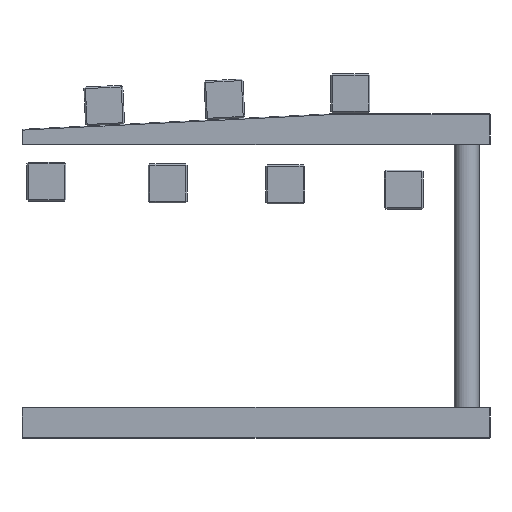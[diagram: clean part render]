
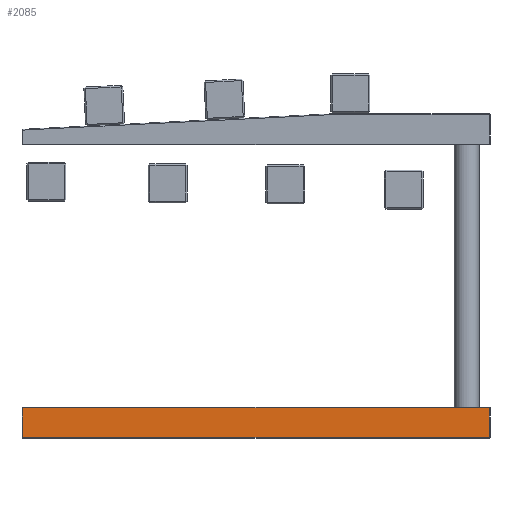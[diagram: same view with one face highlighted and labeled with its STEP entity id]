
A CAD part, front view. The second image highlights one B-rep face of the part: STEP entity #2085.
In plain terms, the highlighted planar face has unit normal (0, -1, 0).
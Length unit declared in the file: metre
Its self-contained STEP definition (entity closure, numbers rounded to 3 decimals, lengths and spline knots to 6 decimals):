
#288=LINE('',#3717,#390);
#289=LINE('',#3720,#391);
#290=LINE('',#3722,#392);
#291=LINE('',#3724,#393);
#390=VECTOR('',#3064,1.);
#391=VECTOR('',#3065,1.);
#392=VECTOR('',#3066,1.);
#393=VECTOR('',#3067,1.);
#735=ORIENTED_EDGE('',*,*,#1067,.T.);
#736=ORIENTED_EDGE('',*,*,#1068,.T.);
#737=ORIENTED_EDGE('',*,*,#1069,.T.);
#738=ORIENTED_EDGE('',*,*,#1070,.T.);
#1067=EDGE_CURVE('',#1252,#1253,#288,.F.);
#1068=EDGE_CURVE('',#1253,#1254,#289,.T.);
#1069=EDGE_CURVE('',#1254,#1255,#290,.T.);
#1070=EDGE_CURVE('',#1255,#1252,#291,.F.);
#1252=VERTEX_POINT('',#3718);
#1253=VERTEX_POINT('',#3719);
#1254=VERTEX_POINT('',#3721);
#1255=VERTEX_POINT('',#3723);
#1580=EDGE_LOOP('',(#735,#736,#737,#738));
#1830=FACE_BOUND('',#1580,.T.);
#1966=PLANE('',#2429);
#2085=ADVANCED_FACE('',(#1830),#1966,.T.);
#2429=AXIS2_PLACEMENT_3D('',#3716,#3062,#3063);
#3062=DIRECTION('',(0.,-1.,0.));
#3063=DIRECTION('',(1.,0.,0.));
#3064=DIRECTION('',(-1.,0.,0.));
#3065=DIRECTION('',(0.,0.,1.));
#3066=DIRECTION('',(-1.,0.,0.));
#3067=DIRECTION('',(0.,0.,1.));
#3716=CARTESIAN_POINT('',(0.,-0.015,0.052));
#3717=CARTESIAN_POINT('',(0.,-0.015,0.00025));
#3718=CARTESIAN_POINT('',(-0.07475,-0.015,0.00025));
#3719=CARTESIAN_POINT('',(0.07475,-0.015,0.00025));
#3720=CARTESIAN_POINT('',(0.07475,-0.015,0.01));
#3721=CARTESIAN_POINT('',(0.07475,-0.015,0.00975));
#3722=CARTESIAN_POINT('',(-0.075,-0.015,0.00975));
#3723=CARTESIAN_POINT('',(-0.07475,-0.015,0.00975));
#3724=CARTESIAN_POINT('',(-0.07475,-0.015,0.052));
